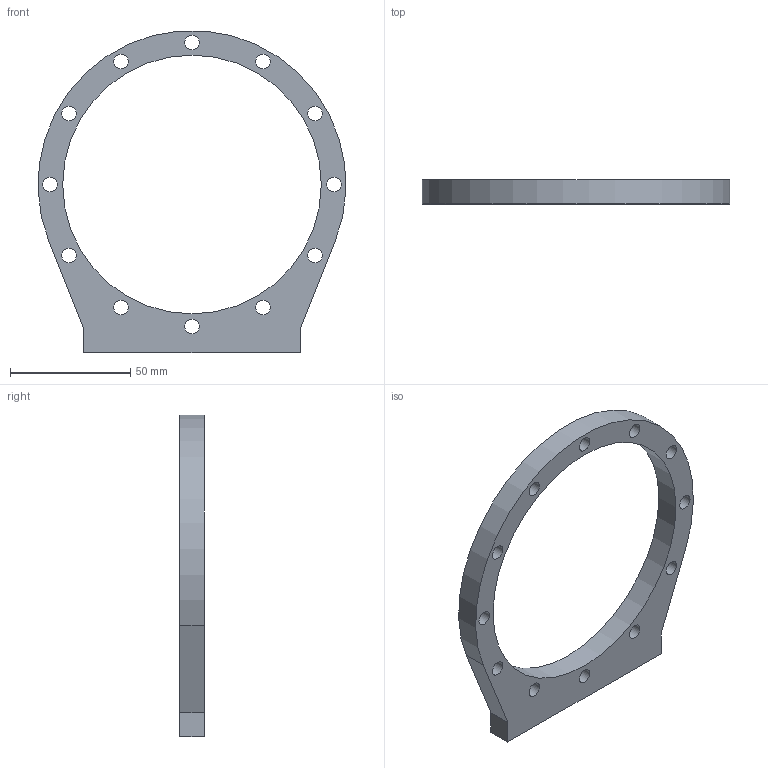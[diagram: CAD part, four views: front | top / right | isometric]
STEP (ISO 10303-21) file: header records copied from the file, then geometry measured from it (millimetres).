
FILE_DESCRIPTION(/* description */ (''),/* implementation_level */ '2;1');
FILE_NAME(/* name */ 'J3RA2.step',/* time_stamp */ '2023-01-11T22:57:38-05:00',/* author */ (''),/* organization */ (''),/* preprocessor_version */ 'ST-DEVELOPER v19.2',/* originating_system */ 'Autodesk Translation Framework v11.17.0.187',/* authorisation */ '');
FILE_SCHEMA (('AUTOMOTIVE_DESIGN { 1 0 10303 214 3 1 1 }'));
Length unit declared in the file: millimetre
Products named in the file (1): Joints 3_Right Arm 2
Bounding box: 127.9 x 10 x 133.77 mm (x, y, z)
Volume: 46392 mm3; surface area: 19590.9 mm2
Topology: 1 solids, 1 shells, 27 faces, 69 edges, 46 vertices
Faces by surface type: cylinder 16, plane 11
Full cylindrical faces by diameter (mm): 4.234 x2, 6.1 x12, 107.5 x1
Entity records: 920 total; most frequent: DIRECTION 157, CARTESIAN_POINT 143, ORIENTED_EDGE 138, EDGE_CURVE 69, AXIS2_PLACEMENT_3D 60, EDGE_LOOP 55, VERTEX_POINT 46, LINE 37
